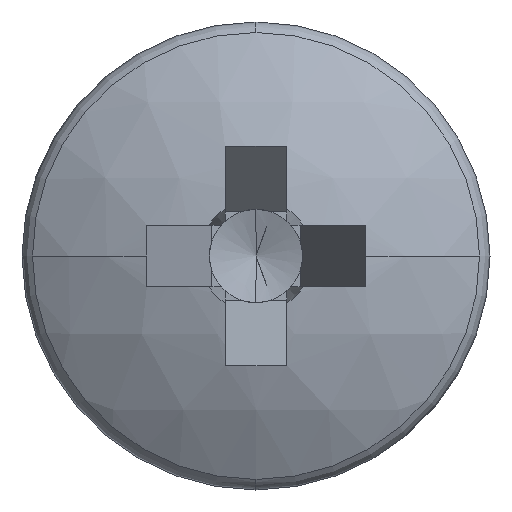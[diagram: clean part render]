
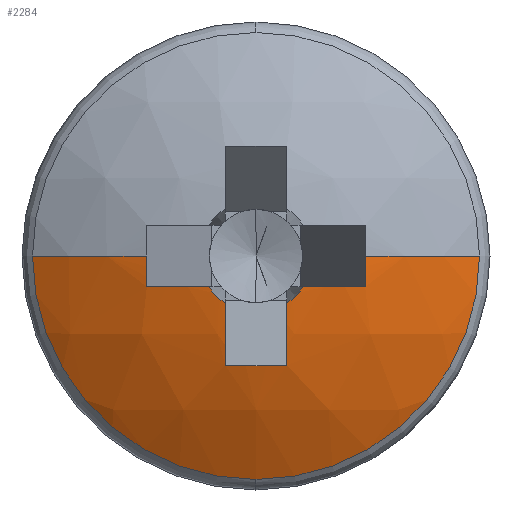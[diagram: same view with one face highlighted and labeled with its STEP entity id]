
A CAD part, left-side view. The second image highlights one B-rep face of the part: STEP entity #2284.
In plain terms, the highlighted spherical face has radius 5 mm.
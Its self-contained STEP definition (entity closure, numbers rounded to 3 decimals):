
#24 = VERTEX_POINT ( 'NONE', #2539 ) ;
#43 = AXIS2_PLACEMENT_3D ( 'NONE', #1147, #2067, #1783 ) ;
#77 = SPHERICAL_SURFACE ( 'NONE', #2503, 5. ) ;
#154 = CARTESIAN_POINT ( 'NONE',  ( 0.775, 0., -2.674 ) ) ;
#176 = CIRCLE ( 'NONE', #2903, 5. ) ;
#246 = DIRECTION ( 'NONE',  ( -0.895, 0., -0.446 ) ) ;
#274 = ORIENTED_EDGE ( 'NONE', *, *, #632, .T. ) ;
#309 = CIRCLE ( 'NONE', #3338, 4.903 ) ;
#313 = CIRCLE ( 'NONE', #1209, 0.675 ) ;
#318 = CIRCLE ( 'NONE', #43, 4.986 ) ;
#361 = CARTESIAN_POINT ( 'NONE',  ( 0.175, -1.313, 0. ) ) ;
#367 = FACE_OUTER_BOUND ( 'NONE', #1427, .T. ) ;
#397 = DIRECTION ( 'NONE',  ( 0., 0., -1. ) ) ;
#410 = DIRECTION ( 'NONE',  ( 0., -1., 0. ) ) ;
#418 = AXIS2_PLACEMENT_3D ( 'NONE', #3634, #2667, #1066 ) ;
#430 = CARTESIAN_POINT ( 'NONE',  ( 0.775, 2.674, 0. ) ) ;
#431 = CIRCLE ( 'NONE', #3941, 2.674 ) ;
#433 = EDGE_CURVE ( 'NONE', #1956, #3305, #839, .T. ) ;
#477 = DIRECTION ( 'NONE',  ( 1., 0., 0. ) ) ;
#487 = DIRECTION ( 'NONE',  ( -1., 0., 0. ) ) ;
#563 = CARTESIAN_POINT ( 'NONE',  ( 0.775, 0., 0. ) ) ;
#605 = VERTEX_POINT ( 'NONE', #361 ) ;
#606 = ORIENTED_EDGE ( 'NONE', *, *, #1234, .F. ) ;
#632 = EDGE_CURVE ( 'NONE', #1853, #3911, #1678, .T. ) ;
#648 = AXIS2_PLACEMENT_3D ( 'NONE', #563, #1799, #1499 ) ;
#657 = CARTESIAN_POINT ( 'NONE',  ( 0.175, 1.313, 0. ) ) ;
#813 = CIRCLE ( 'NONE', #2376, 4.903 ) ;
#839 = CIRCLE ( 'NONE', #3747, 4.986 ) ;
#913 = EDGE_CURVE ( 'NONE', #1853, #1745, #3421, .T. ) ;
#962 = CIRCLE ( 'NONE', #3417, 4.903 ) ;
#1015 = CIRCLE ( 'NONE', #3803, 4.986 ) ;
#1030 = CARTESIAN_POINT ( 'NONE',  ( 0.046, 0., 0. ) ) ;
#1066 = DIRECTION ( 'NONE',  ( 0., 0., -1. ) ) ;
#1093 = AXIS2_PLACEMENT_3D ( 'NONE', #3602, #2352, #477 ) ;
#1129 = DIRECTION ( 'NONE',  ( 0., -1., 0. ) ) ;
#1141 = CARTESIAN_POINT ( 'NONE',  ( 5., 0., -0.37 ) ) ;
#1147 = CARTESIAN_POINT ( 'NONE',  ( 5., -0.37, 0. ) ) ;
#1200 = CARTESIAN_POINT ( 'NONE',  ( 0.188, -0.37, -1.306 ) ) ;
#1209 = AXIS2_PLACEMENT_3D ( 'NONE', #1030, #2353, #2332 ) ;
#1234 = EDGE_CURVE ( 'NONE', #1899, #1814, #2173, .T. ) ;
#1316 = CARTESIAN_POINT ( 'NONE',  ( 5., 0., 0. ) ) ;
#1318 = CARTESIAN_POINT ( 'NONE',  ( 0.188, -1.306, -0.37 ) ) ;
#1338 = DIRECTION ( 'NONE',  ( 0., 1., 0. ) ) ;
#1352 = EDGE_CURVE ( 'NONE', #2481, #3336, #813, .T. ) ;
#1382 = DIRECTION ( 'NONE',  ( 0., 0., 1. ) ) ;
#1427 = EDGE_LOOP ( 'NONE', ( #274, #2069, #3944, #1505, #3950, #606, #3749, #3753, #1727, #2212, #1755, #1790, #2341 ) ) ;
#1431 = DIRECTION ( 'NONE',  ( 0., -1., 0. ) ) ;
#1499 = DIRECTION ( 'NONE',  ( 0., 0., 1. ) ) ;
#1505 = ORIENTED_EDGE ( 'NONE', *, *, #3146, .T. ) ;
#1510 = VERTEX_POINT ( 'NONE', #1318 ) ;
#1521 = CARTESIAN_POINT ( 'NONE',  ( 4.564, 0., 0.875 ) ) ;
#1526 = DIRECTION ( 'NONE',  ( 0.446, -0.895, 0. ) ) ;
#1589 = DIRECTION ( 'NONE',  ( 0., 1., 0. ) ) ;
#1619 = VERTEX_POINT ( 'NONE', #3619 ) ;
#1678 = CIRCLE ( 'NONE', #648, 2.674 ) ;
#1727 = ORIENTED_EDGE ( 'NONE', *, *, #1831, .F. ) ;
#1745 = VERTEX_POINT ( 'NONE', #657 ) ;
#1755 = ORIENTED_EDGE ( 'NONE', *, *, #433, .F. ) ;
#1783 = DIRECTION ( 'NONE',  ( 0., 0., 1. ) ) ;
#1790 = ORIENTED_EDGE ( 'NONE', *, *, #2164, .T. ) ;
#1799 = DIRECTION ( 'NONE',  ( -1., 0., 0. ) ) ;
#1814 = VERTEX_POINT ( 'NONE', #3655 ) ;
#1831 = EDGE_CURVE ( 'NONE', #1619, #3336, #2304, .T. ) ;
#1853 = VERTEX_POINT ( 'NONE', #430 ) ;
#1899 = VERTEX_POINT ( 'NONE', #2345 ) ;
#1956 = VERTEX_POINT ( 'NONE', #2099 ) ;
#2067 = DIRECTION ( 'NONE',  ( 0., 1., 0. ) ) ;
#2069 = ORIENTED_EDGE ( 'NONE', *, *, #2415, .T. ) ;
#2099 = CARTESIAN_POINT ( 'NONE',  ( 0.188, 1.306, -0.37 ) ) ;
#2164 = EDGE_CURVE ( 'NONE', #1956, #1745, #309, .T. ) ;
#2173 = CIRCLE ( 'NONE', #418, 0.675 ) ;
#2212 = ORIENTED_EDGE ( 'NONE', *, *, #2623, .F. ) ;
#2284 = ADVANCED_FACE ( 'NONE', ( #367 ), #77, .T. ) ;
#2304 = CIRCLE ( 'NONE', #3139, 4.986 ) ;
#2332 = DIRECTION ( 'NONE',  ( 0., 0., -1. ) ) ;
#2341 = ORIENTED_EDGE ( 'NONE', *, *, #913, .F. ) ;
#2345 = CARTESIAN_POINT ( 'NONE',  ( 0.046, -0.37, -0.565 ) ) ;
#2352 = DIRECTION ( 'NONE',  ( 0., 0., 1. ) ) ;
#2353 = DIRECTION ( 'NONE',  ( -1., 0., 0. ) ) ;
#2376 = AXIS2_PLACEMENT_3D ( 'NONE', #1521, #2763, #246 ) ;
#2415 = EDGE_CURVE ( 'NONE', #3911, #24, #431, .T. ) ;
#2481 = VERTEX_POINT ( 'NONE', #1200 ) ;
#2503 = AXIS2_PLACEMENT_3D ( 'NONE', #1316, #2559, #1338 ) ;
#2539 = CARTESIAN_POINT ( 'NONE',  ( 0.775, -2.674, 0. ) ) ;
#2542 = CARTESIAN_POINT ( 'NONE',  ( 0.188, 0.37, -1.306 ) ) ;
#2559 = DIRECTION ( 'NONE',  ( 0., 0., -1. ) ) ;
#2608 = DIRECTION ( 'NONE',  ( -0.895, 0.446, 0. ) ) ;
#2623 = EDGE_CURVE ( 'NONE', #3305, #1619, #313, .T. ) ;
#2667 = DIRECTION ( 'NONE',  ( -1., 0., 0. ) ) ;
#2739 = CARTESIAN_POINT ( 'NONE',  ( 4.564, 0.875, 0. ) ) ;
#2763 = DIRECTION ( 'NONE',  ( 0.446, 0., -0.895 ) ) ;
#2827 = EDGE_CURVE ( 'NONE', #2481, #1899, #318, .T. ) ;
#2879 = CARTESIAN_POINT ( 'NONE',  ( 0.046, 0.565, -0.37 ) ) ;
#2903 = AXIS2_PLACEMENT_3D ( 'NONE', #3435, #3128, #1589 ) ;
#2960 = DIRECTION ( 'NONE',  ( 0., 0., 1. ) ) ;
#2980 = EDGE_CURVE ( 'NONE', #24, #605, #176, .T. ) ;
#3128 = DIRECTION ( 'NONE',  ( 0., 0., -1. ) ) ;
#3139 = AXIS2_PLACEMENT_3D ( 'NONE', #3169, #410, #397 ) ;
#3146 = EDGE_CURVE ( 'NONE', #605, #1510, #962, .T. ) ;
#3169 = CARTESIAN_POINT ( 'NONE',  ( 5., 0.37, 0. ) ) ;
#3221 = CARTESIAN_POINT ( 'NONE',  ( 4.564, -0.875, 0. ) ) ;
#3263 = CARTESIAN_POINT ( 'NONE',  ( 0.775, 0., 0. ) ) ;
#3305 = VERTEX_POINT ( 'NONE', #2879 ) ;
#3336 = VERTEX_POINT ( 'NONE', #2542 ) ;
#3338 = AXIS2_PLACEMENT_3D ( 'NONE', #3221, #3824, #2608 ) ;
#3417 = AXIS2_PLACEMENT_3D ( 'NONE', #2739, #1526, #3967 ) ;
#3421 = CIRCLE ( 'NONE', #1093, 5. ) ;
#3435 = CARTESIAN_POINT ( 'NONE',  ( 5., 0., 0. ) ) ;
#3554 = EDGE_CURVE ( 'NONE', #1814, #1510, #1015, .T. ) ;
#3602 = CARTESIAN_POINT ( 'NONE',  ( 5., 0., 0. ) ) ;
#3611 = DIRECTION ( 'NONE',  ( 0., 0., 1. ) ) ;
#3619 = CARTESIAN_POINT ( 'NONE',  ( 0.046, 0.37, -0.565 ) ) ;
#3634 = CARTESIAN_POINT ( 'NONE',  ( 0.046, 0., 0. ) ) ;
#3655 = CARTESIAN_POINT ( 'NONE',  ( 0.046, -0.565, -0.37 ) ) ;
#3747 = AXIS2_PLACEMENT_3D ( 'NONE', #1141, #1382, #1431 ) ;
#3749 = ORIENTED_EDGE ( 'NONE', *, *, #2827, .F. ) ;
#3753 = ORIENTED_EDGE ( 'NONE', *, *, #1352, .T. ) ;
#3803 = AXIS2_PLACEMENT_3D ( 'NONE', #3922, #3611, #1129 ) ;
#3824 = DIRECTION ( 'NONE',  ( 0.446, 0.895, 0. ) ) ;
#3911 = VERTEX_POINT ( 'NONE', #154 ) ;
#3922 = CARTESIAN_POINT ( 'NONE',  ( 5., 0., -0.37 ) ) ;
#3941 = AXIS2_PLACEMENT_3D ( 'NONE', #3263, #487, #2960 ) ;
#3944 = ORIENTED_EDGE ( 'NONE', *, *, #2980, .T. ) ;
#3950 = ORIENTED_EDGE ( 'NONE', *, *, #3554, .F. ) ;
#3967 = DIRECTION ( 'NONE',  ( 0.895, 0.446, 0. ) ) ;
